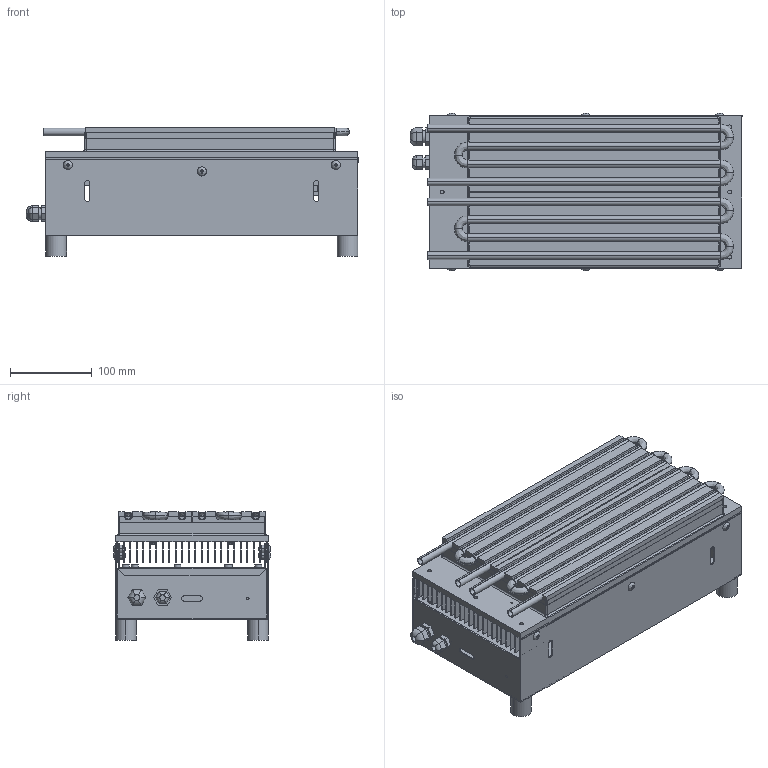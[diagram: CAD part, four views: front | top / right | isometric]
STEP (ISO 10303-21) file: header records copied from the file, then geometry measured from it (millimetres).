
FILE_DESCRIPTION (( 'STEP AP203' ), '1' );
FILE_NAME ('tlc-1200.STEP', '2016-06-27T15:23:06', ( '' ), ( '' ), 'SwSTEP 2.0', 'SolidWorks 2016', '' );
FILE_SCHEMA (( 'CONFIG_CONTROL_DESIGN' ));
Products named in the file (1): tlc-1200
Bounding box: 405.04 x 192.71 x 156.59 mm (x, y, z)
Volume: 2357370.5 mm3; surface area: 1587847.7 mm2
Topology: 62 solids, 62 shells, 1778 faces, 4672 edges, 3022 vertices
Faces by surface type: plane 924, cylinder 675, cone 90, bspline 89
Entity records: 56720 total; most frequent: CARTESIAN_POINT 12465, ORIENTED_EDGE 9152, DIRECTION 9084, EDGE_CURVE 4576, AXIS2_PLACEMENT_3D 3206, VERTEX_POINT 3019, VECTOR 2672, LINE 2672
